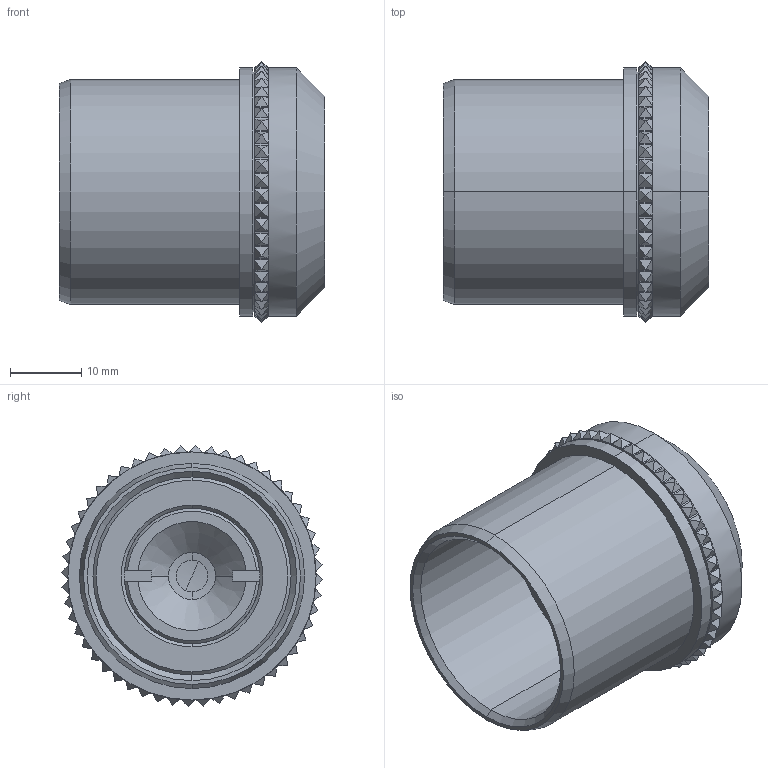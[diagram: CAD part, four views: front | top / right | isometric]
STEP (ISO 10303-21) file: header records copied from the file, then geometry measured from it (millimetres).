
FILE_DESCRIPTION (( 'STEP AP203' ), '1' );
FILE_NAME ('Web Model 30820_30820.step', '2019-01-17T17:39:05', ( '' ), ( '' ), 'SwSTEP 2.0', 'SolidWorks 2016', '' );
FILE_SCHEMA (( 'CONFIG_CONTROL_DESIGN' ));
Length unit declared in the file: millimetre
Products named in the file (1): Web Model 30820_30820
Bounding box: 37.34 x 36.75 x 36.75 mm (x, y, z)
Volume: 17619.5 mm3; surface area: 7692.4 mm2
Topology: 1 solids, 1 shells, 523 faces, 1272 edges, 759 vertices
Faces by surface type: plane 433, cylinder 68, cone 18, sphere 4
Entity records: 15103 total; most frequent: DIRECTION 2700, CARTESIAN_POINT 2579, ORIENTED_EDGE 2544, EDGE_CURVE 1272, AXIS2_PLACEMENT_3D 912, LINE 876, VECTOR 876, VERTEX_POINT 759
